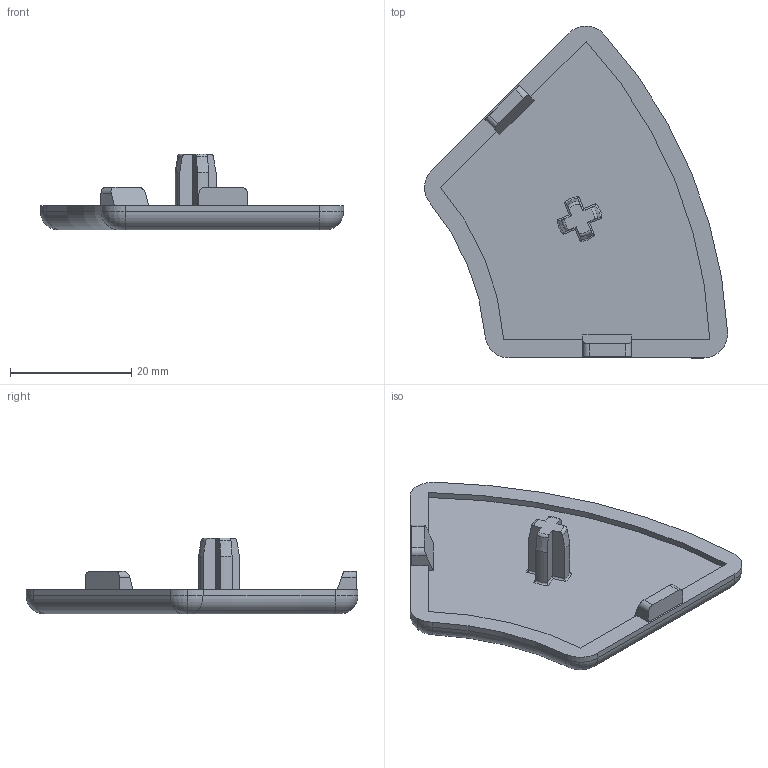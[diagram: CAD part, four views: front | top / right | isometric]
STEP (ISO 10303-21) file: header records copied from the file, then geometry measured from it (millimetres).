
FILE_DESCRIPTION (( 'STEP AP214' ), '1' );
FILE_NAME ('BASE08E1366-Embout 8 R40_80-45°.step', '2023-03-24T09:48:08', ( 'Altae' ), ( '' ), 'SwSTEP 2.0', 'SolidWorks 2021', '' );
FILE_SCHEMA (( 'AUTOMOTIVE_DESIGN' ));
Length unit declared in the file: millimetre
Products named in the file (1): BASE08E1366-Embout 8 R40_80-45°
Bounding box: 50.08 x 54.84 x 12.5 mm (x, y, z)
Volume: 6074.9 mm3; surface area: 4659.6 mm2
Topology: 1 solids, 1 shells, 75 faces, 194 edges, 123 vertices
Faces by surface type: plane 28, cylinder 27, torus 16, cone 4
Entity records: 2606 total; most frequent: CARTESIAN_POINT 797, ORIENTED_EDGE 388, DIRECTION 351, EDGE_CURVE 194, AXIS2_PLACEMENT_3D 126, VERTEX_POINT 123, VECTOR 99, LINE 99
